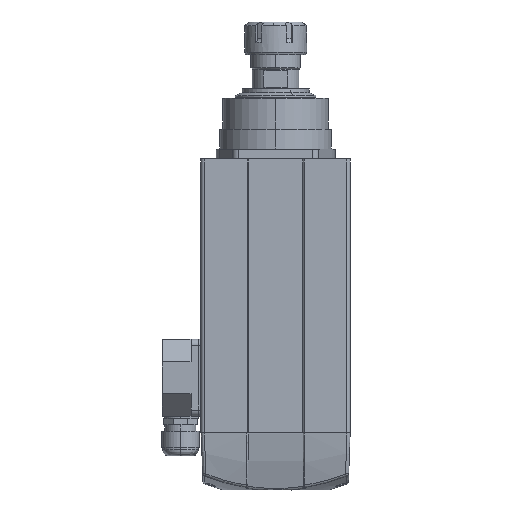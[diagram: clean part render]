
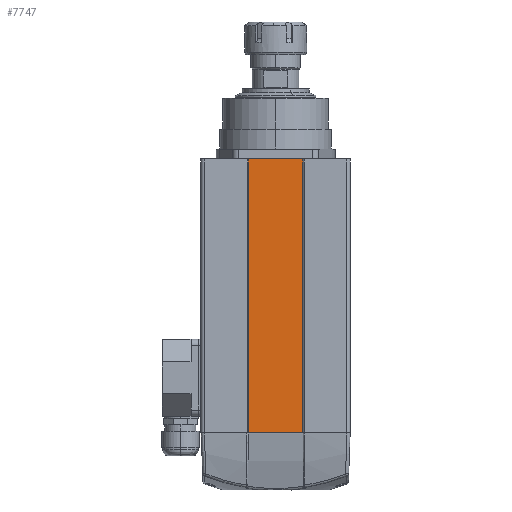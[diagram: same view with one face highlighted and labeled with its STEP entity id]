
A CAD part, left-side view. The second image highlights one B-rep face of the part: STEP entity #7747.
In plain terms, the highlighted planar face has unit normal (-1, 0, 0).
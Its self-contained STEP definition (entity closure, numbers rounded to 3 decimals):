
#623 = EDGE_CURVE ( 'NONE', #18843, #31897, #21957, .T. ) ;
#1276 = CARTESIAN_POINT ( 'NONE',  ( -11419.438, -7598.289, 221. ) ) ;
#1429 = ORIENTED_EDGE ( 'NONE', *, *, #5220, .T. ) ;
#2828 = FACE_OUTER_BOUND ( 'NONE', #9195, .T. ) ;
#3954 = DIRECTION ( 'NONE',  ( 1., 0., 0. ) ) ;
#5117 = EDGE_CURVE ( 'NONE', #6850, #18843, #23761, .T. ) ;
#5220 = EDGE_CURVE ( 'NONE', #21538, #31897, #12694, .T. ) ;
#5336 = LINE ( 'NONE', #18112, #12421 ) ;
#5391 = CARTESIAN_POINT ( 'NONE',  ( -11419.438, -7642.289, 221. ) ) ;
#6628 = DIRECTION ( 'NONE',  ( 0., -1., 0. ) ) ;
#6850 = VERTEX_POINT ( 'NONE', #1276 ) ;
#6998 = CARTESIAN_POINT ( 'NONE',  ( -11419.438, -7598.289, 0. ) ) ;
#7059 = DIRECTION ( 'NONE',  ( 0., -1., 0. ) ) ;
#7747 = ADVANCED_FACE ( 'NONE', ( #2828 ), #8909, .F. ) ;
#8102 = DIRECTION ( 'NONE',  ( 0., 0., 1. ) ) ;
#8909 = PLANE ( 'NONE',  #26886 ) ;
#9195 = EDGE_LOOP ( 'NONE', ( #18061, #27246, #31290, #1429 ) ) ;
#12421 = VECTOR ( 'NONE', #8102, 1000. ) ;
#12694 = LINE ( 'NONE', #32163, #28482 ) ;
#14698 = CARTESIAN_POINT ( 'NONE',  ( -11419.438, -7642.289, 221. ) ) ;
#16259 = VECTOR ( 'NONE', #6628, 1000. ) ;
#17662 = EDGE_CURVE ( 'NONE', #21538, #6850, #5336, .T. ) ;
#18061 = ORIENTED_EDGE ( 'NONE', *, *, #623, .F. ) ;
#18112 = CARTESIAN_POINT ( 'NONE',  ( -11419.438, -7598.289, 221. ) ) ;
#18843 = VERTEX_POINT ( 'NONE', #14698 ) ;
#19056 = CARTESIAN_POINT ( 'NONE',  ( -11419.438, 0., 221. ) ) ;
#19278 = DIRECTION ( 'NONE',  ( 0., 0., -1. ) ) ;
#19396 = CARTESIAN_POINT ( 'NONE',  ( -11419.438, 0., 221. ) ) ;
#21538 = VERTEX_POINT ( 'NONE', #6998 ) ;
#21957 = LINE ( 'NONE', #5391, #22339 ) ;
#22339 = VECTOR ( 'NONE', #25558, 1000. ) ;
#23761 = LINE ( 'NONE', #19396, #16259 ) ;
#25558 = DIRECTION ( 'NONE',  ( 0., 0., -1. ) ) ;
#26886 = AXIS2_PLACEMENT_3D ( 'NONE', #19056, #3954, #19278 ) ;
#27246 = ORIENTED_EDGE ( 'NONE', *, *, #5117, .F. ) ;
#27958 = CARTESIAN_POINT ( 'NONE',  ( -11419.438, -7642.289, 0. ) ) ;
#28482 = VECTOR ( 'NONE', #7059, 1000. ) ;
#31290 = ORIENTED_EDGE ( 'NONE', *, *, #17662, .F. ) ;
#31897 = VERTEX_POINT ( 'NONE', #27958 ) ;
#32163 = CARTESIAN_POINT ( 'NONE',  ( -11419.438, 0., 0. ) ) ;
